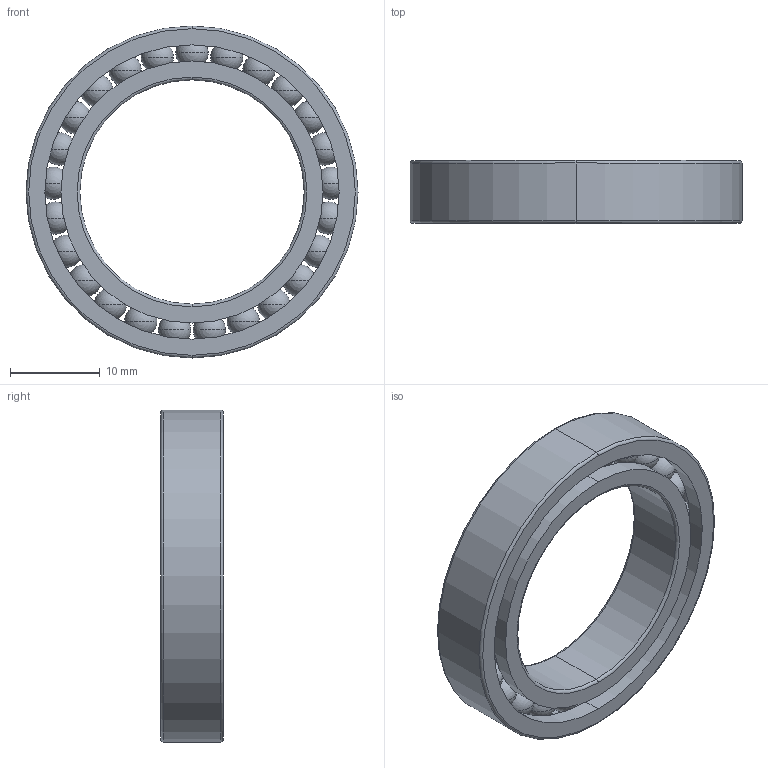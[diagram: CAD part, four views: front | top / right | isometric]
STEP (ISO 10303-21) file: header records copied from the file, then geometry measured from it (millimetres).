
FILE_DESCRIPTION((''),'2;1');
FILE_NAME('BEARING_37MM','2023-06-22T10:33:20',('Lenovo'),(''),'CREO PARAMETRIC BY PTC INC, 2022073','CREO PARAMETRIC BY PTC INC, 2022073','');
FILE_SCHEMA(('CONFIG_CONTROL_DESIGN'));
Length unit declared in the file: millimetre
Products named in the file (1): BEARING_37MM
Bounding box: 37 x 7 x 37 mm (x, y, z)
Volume: 3078.8 mm3; surface area: 4639.7 mm2
Topology: 27 solids, 27 shells, 130 faces, 361 edges, 185 vertices
Faces by surface type: sphere 100, torus 14, cylinder 12, plane 4
Entity records: 3592 total; most frequent: DIRECTION 770, CARTESIAN_POINT 576, ORIENTED_EDGE 522, AXIS2_PLACEMENT_3D 379, EDGE_CURVE 261, CIRCLE 249, VERTEX_POINT 185, EDGE_LOOP 134
